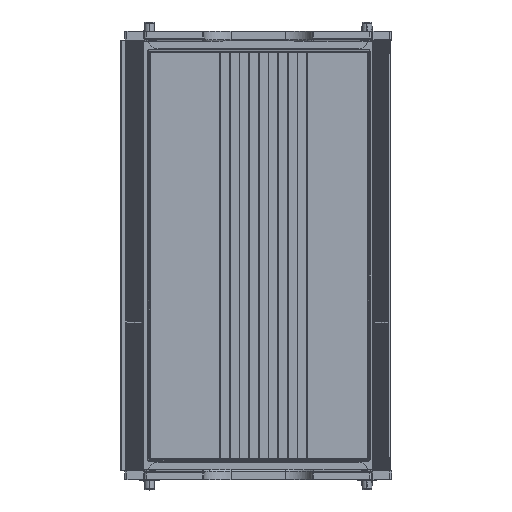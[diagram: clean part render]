
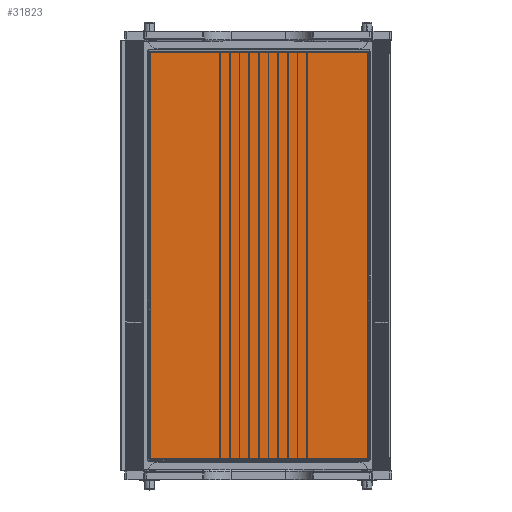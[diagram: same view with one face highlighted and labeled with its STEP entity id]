
A CAD part, top view. The second image highlights one B-rep face of the part: STEP entity #31823.
In plain terms, the highlighted face is planar.
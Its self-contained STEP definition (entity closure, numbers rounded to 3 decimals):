
#1506=PLANE('',#35430);
#3024=FACE_OUTER_BOUND('',#4781,.T.);
#4781=EDGE_LOOP('',(#26922,#26923,#26924,#26925));
#7049=LINE('',#58124,#9289);
#7050=LINE('',#58130,#9290);
#7051=LINE('',#58132,#9291);
#7052=LINE('',#58133,#9292);
#9289=VECTOR('',#44295,10.);
#9290=VECTOR('',#44304,10.);
#9291=VECTOR('',#44305,10.);
#9292=VECTOR('',#44306,10.);
#14115=VERTEX_POINT('',#58119);
#14116=VERTEX_POINT('',#58123);
#14117=VERTEX_POINT('',#58129);
#14118=VERTEX_POINT('',#58131);
#18473=EDGE_CURVE('',#14115,#14116,#7049,.T.);
#18476=EDGE_CURVE('',#14117,#14115,#7050,.T.);
#18477=EDGE_CURVE('',#14118,#14117,#7051,.T.);
#18478=EDGE_CURVE('',#14116,#14118,#7052,.T.);
#26922=ORIENTED_EDGE('',*,*,#18473,.F.);
#26923=ORIENTED_EDGE('',*,*,#18476,.F.);
#26924=ORIENTED_EDGE('',*,*,#18477,.F.);
#26925=ORIENTED_EDGE('',*,*,#18478,.F.);
#31823=ADVANCED_FACE('',(#3024),#1506,.F.);
#35430=AXIS2_PLACEMENT_3D('',#58128,#44302,#44303);
#44295=DIRECTION('',(0.,-1.,0.));
#44302=DIRECTION('center_axis',(0.,0.,1.));
#44303=DIRECTION('ref_axis',(1.,0.,0.));
#44304=DIRECTION('',(-1.,0.,0.));
#44305=DIRECTION('',(0.,1.,0.));
#44306=DIRECTION('',(1.,0.,0.));
#58119=CARTESIAN_POINT('',(-209.762,112.262,0.));
#58123=CARTESIAN_POINT('',(-209.762,-112.262,0.));
#58124=CARTESIAN_POINT('',(-209.762,-28.5,0.));
#58128=CARTESIAN_POINT('Origin',(0.,0.,
0.));
#58129=CARTESIAN_POINT('',(209.762,112.262,0.));
#58130=CARTESIAN_POINT('',(-52.875,112.262,0.));
#58131=CARTESIAN_POINT('',(209.762,-112.262,0.));
#58132=CARTESIAN_POINT('',(209.762,28.5,0.));
#58133=CARTESIAN_POINT('',(52.875,-112.262,0.));
